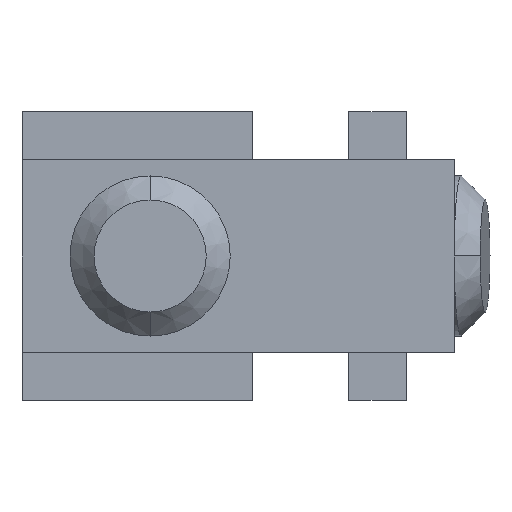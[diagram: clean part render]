
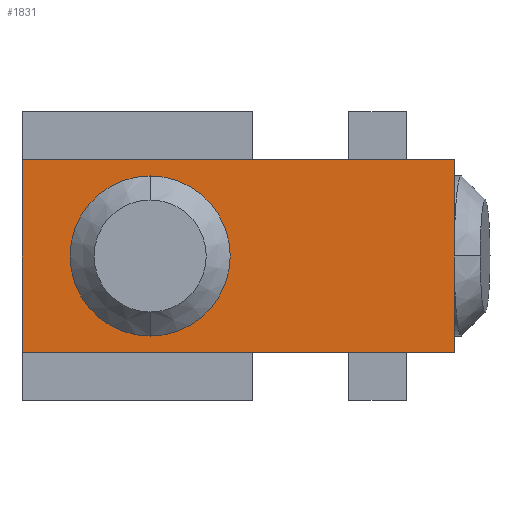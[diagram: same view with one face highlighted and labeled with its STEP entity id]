
A CAD part, left-side view. The second image highlights one B-rep face of the part: STEP entity #1831.
In plain terms, the highlighted planar face has unit normal (-1, 0, 0).
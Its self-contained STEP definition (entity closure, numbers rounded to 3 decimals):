
#6 = VECTOR ( 'NONE', #1894, 1000. ) ;
#40 = CARTESIAN_POINT ( 'NONE',  ( -10.059, 8.177, 2.061 ) ) ;
#41 = AXIS2_PLACEMENT_3D ( 'NONE', #1070, #1240, #908 ) ;
#67 = EDGE_CURVE ( 'NONE', #1002, #607, #1717, .T. ) ;
#88 = EDGE_CURVE ( 'NONE', #657, #1880, #1649, .T. ) ;
#135 = FACE_BOUND ( 'NONE', #1389, .T. ) ;
#211 = EDGE_CURVE ( 'NONE', #1880, #1981, #391, .T. ) ;
#259 = AXIS2_PLACEMENT_3D ( 'NONE', #1162, #489, #1997 ) ;
#304 = DIRECTION ( 'NONE',  ( 0., 0., -1. ) ) ;
#316 = CARTESIAN_POINT ( 'NONE',  ( -10.059, 8.177, 2.061 ) ) ;
#341 = CARTESIAN_POINT ( 'NONE',  ( -10.059, -5.323, 2.061 ) ) ;
#391 = LINE ( 'NONE', #1586, #2099 ) ;
#472 = CARTESIAN_POINT ( 'NONE',  ( -10.059, -5.323, 2.061 ) ) ;
#489 = DIRECTION ( 'NONE',  ( -1., 0., 0. ) ) ;
#546 = ORIENTED_EDGE ( 'NONE', *, *, #211, .T. ) ;
#607 = VERTEX_POINT ( 'NONE', #1305 ) ;
#649 = VECTOR ( 'NONE', #2029, 1000. ) ;
#657 = VERTEX_POINT ( 'NONE', #1171 ) ;
#764 = EDGE_CURVE ( 'NONE', #657, #1498, #1886, .T. ) ;
#840 = ORIENTED_EDGE ( 'NONE', *, *, #67, .F. ) ;
#867 = EDGE_LOOP ( 'NONE', ( #546, #1823, #2032, #1777 ) ) ;
#888 = EDGE_CURVE ( 'NONE', #607, #1002, #1611, .T. ) ;
#908 = DIRECTION ( 'NONE',  ( 0., 0., -1. ) ) ;
#1002 = VERTEX_POINT ( 'NONE', #1698 ) ;
#1070 = CARTESIAN_POINT ( 'NONE',  ( -10.059, 4.177, -0.939 ) ) ;
#1106 = ORIENTED_EDGE ( 'NONE', *, *, #888, .F. ) ;
#1151 = CARTESIAN_POINT ( 'NONE',  ( -10.059, -5.323, -3.939 ) ) ;
#1155 = DIRECTION ( 'NONE',  ( 1., 0., 0. ) ) ;
#1162 = CARTESIAN_POINT ( 'NONE',  ( -10.059, 4.177, -0.939 ) ) ;
#1171 = CARTESIAN_POINT ( 'NONE',  ( -10.059, 8.177, -3.939 ) ) ;
#1240 = DIRECTION ( 'NONE',  ( -1., 0., 0. ) ) ;
#1305 = CARTESIAN_POINT ( 'NONE',  ( -10.059, 4.177, -3.039 ) ) ;
#1323 = FACE_OUTER_BOUND ( 'NONE', #867, .T. ) ;
#1387 = DIRECTION ( 'NONE',  ( 0., 0., 1. ) ) ;
#1389 = EDGE_LOOP ( 'NONE', ( #1106, #840 ) ) ;
#1390 = LINE ( 'NONE', #1578, #6 ) ;
#1498 = VERTEX_POINT ( 'NONE', #316 ) ;
#1578 = CARTESIAN_POINT ( 'NONE',  ( -10.059, -5.323, 2.061 ) ) ;
#1586 = CARTESIAN_POINT ( 'NONE',  ( -10.059, -5.323, 2.061 ) ) ;
#1611 = CIRCLE ( 'NONE', #41, 2.1 ) ;
#1649 = LINE ( 'NONE', #1151, #1964 ) ;
#1682 = DIRECTION ( 'NONE',  ( 0., -1., 0. ) ) ;
#1698 = CARTESIAN_POINT ( 'NONE',  ( -10.059, 4.177, 1.161 ) ) ;
#1717 = CIRCLE ( 'NONE', #259, 2.1 ) ;
#1777 = ORIENTED_EDGE ( 'NONE', *, *, #88, .T. ) ;
#1823 = ORIENTED_EDGE ( 'NONE', *, *, #2107, .F. ) ;
#1831 = ADVANCED_FACE ( 'NONE', ( #1323, #135 ), #1993, .F. ) ;
#1880 = VERTEX_POINT ( 'NONE', #2180 ) ;
#1886 = LINE ( 'NONE', #40, #649 ) ;
#1894 = DIRECTION ( 'NONE',  ( 0., -1., 0. ) ) ;
#1964 = VECTOR ( 'NONE', #1682, 1000. ) ;
#1981 = VERTEX_POINT ( 'NONE', #341 ) ;
#1993 = PLANE ( 'NONE',  #2053 ) ;
#1997 = DIRECTION ( 'NONE',  ( 0., 0., -1. ) ) ;
#2029 = DIRECTION ( 'NONE',  ( 0., 0., 1. ) ) ;
#2032 = ORIENTED_EDGE ( 'NONE', *, *, #764, .F. ) ;
#2053 = AXIS2_PLACEMENT_3D ( 'NONE', #472, #1155, #304 ) ;
#2099 = VECTOR ( 'NONE', #1387, 1000. ) ;
#2107 = EDGE_CURVE ( 'NONE', #1498, #1981, #1390, .T. ) ;
#2180 = CARTESIAN_POINT ( 'NONE',  ( -10.059, -5.323, -3.939 ) ) ;
